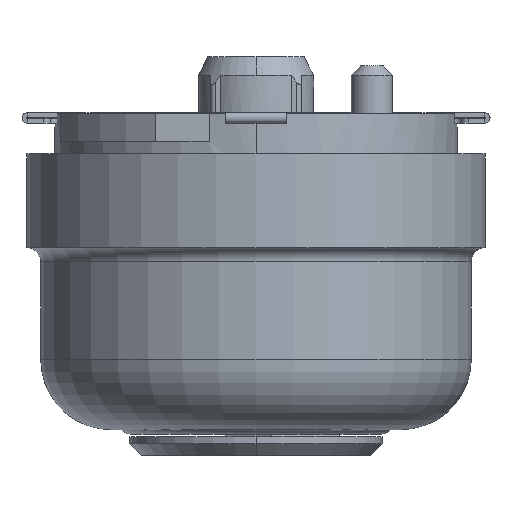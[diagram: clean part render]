
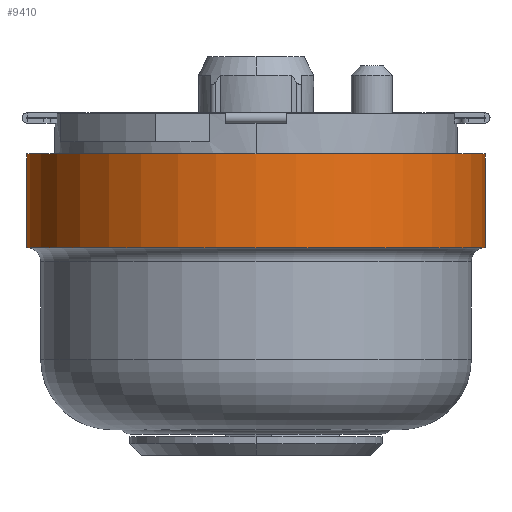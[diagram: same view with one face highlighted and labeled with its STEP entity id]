
A CAD part, front view. The second image highlights one B-rep face of the part: STEP entity #9410.
In plain terms, the highlighted cylindrical face has radius 6.223 mm (diameter 12.446 mm), a partial arc.
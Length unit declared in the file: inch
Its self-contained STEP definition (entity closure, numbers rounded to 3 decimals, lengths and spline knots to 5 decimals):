
#9167=CARTESIAN_POINT('',(0.,0.,-0.144));
#9168=DIRECTION('',(0.,0.,1.));
#9169=DIRECTION('',(-1.,0.,0.));
#9170=AXIS2_PLACEMENT_3D('',#9167,#9168,#9169);
#9172=DIRECTION('',(0.,0.,-1.));
#9173=VECTOR('',#9172,0.1);
#9174=CARTESIAN_POINT('',(-0.245,0.,-0.044));
#9175=LINE('',#9174,#9173);
#9176=CARTESIAN_POINT('',(0.,0.,-0.044));
#9177=DIRECTION('',(0.,0.,-1.));
#9178=DIRECTION('',(1.,0.,0.));
#9179=AXIS2_PLACEMENT_3D('',#9176,#9177,#9178);
#9181=DIRECTION('',(0.,0.,-1.));
#9182=VECTOR('',#9181,0.1);
#9183=CARTESIAN_POINT('',(0.245,0.,-0.044));
#9184=LINE('',#9183,#9182);
#9255=CARTESIAN_POINT('',(0.245,0.,-0.044));
#9256=CARTESIAN_POINT('',(-0.245,0.,-0.044));
#9257=VERTEX_POINT('',#9255);
#9258=VERTEX_POINT('',#9256);
#9263=CARTESIAN_POINT('',(-0.245,0.,-0.144));
#9264=CARTESIAN_POINT('',(0.245,0.,-0.144));
#9265=VERTEX_POINT('',#9263);
#9266=VERTEX_POINT('',#9264);
#9399=CARTESIAN_POINT('',(0.,0.,-0.149));
#9400=DIRECTION('',(0.,0.,1.));
#9401=DIRECTION('',(-1.,0.,0.));
#9402=AXIS2_PLACEMENT_3D('',#9399,#9400,#9401);
#9403=CYLINDRICAL_SURFACE('',#9402,0.245);
#9404=ORIENTED_EDGE('',*,*,#9386,.F.);
#9405=ORIENTED_EDGE('',*,*,#9302,.F.);
#9406=ORIENTED_EDGE('',*,*,#9274,.F.);
#9407=ORIENTED_EDGE('',*,*,#9299,.T.);
#9408=EDGE_LOOP('',(#9404,#9405,#9406,#9407));
#9409=FACE_OUTER_BOUND('',#9408,.F.);
#9410=ADVANCED_FACE('',(#9409),#9403,.T.);
#9171=CIRCLE('',#9170,0.245);
#9180=CIRCLE('',#9179,0.245);
#9274=EDGE_CURVE('',#9257,#9258,#9180,.T.);
#9299=EDGE_CURVE('',#9257,#9266,#9184,.T.);
#9302=EDGE_CURVE('',#9258,#9265,#9175,.T.);
#9386=EDGE_CURVE('',#9265,#9266,#9171,.T.);
